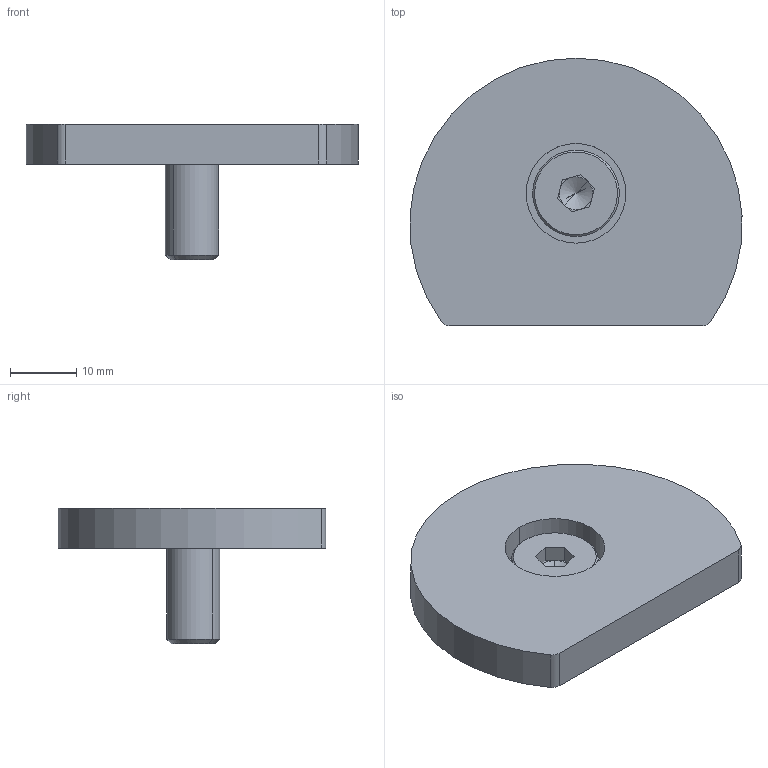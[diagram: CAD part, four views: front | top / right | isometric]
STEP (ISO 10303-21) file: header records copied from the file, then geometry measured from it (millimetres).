
FILE_DESCRIPTION (( 'STEP AP214' ), '1' );
FILE_NAME ('40mm Hand Rail End Cap Kit-Black(40AEC-1401-008-01).STEP', '2023-09-08T21:05:11', ( '' ), ( '' ), 'SwSTEP 2.0', 'SolidWorks 2020', '' );
FILE_SCHEMA (( 'AUTOMOTIVE_DESIGN' ));
Length unit declared in the file: millimetre
Products named in the file (1): 40mm Hand Rail End Cap Kit-Black(40AEC-1401-008-01)
Bounding box: 49.94 x 40.26 x 20.4 mm (x, y, z)
Volume: 10377.8 mm3; surface area: 5223.2 mm2
Topology: 2 solids, 2 shells, 39 faces, 85 edges, 51 vertices
Faces by surface type: plane 19, cylinder 12, cone 6, torus 2
Entity records: 1527 total; most frequent: DIRECTION 201, CARTESIAN_POINT 174, ORIENTED_EDGE 166, EDGE_CURVE 83, AXIS2_PLACEMENT_3D 78, VERTEX_POINT 51, VECTOR 45, LINE 45
